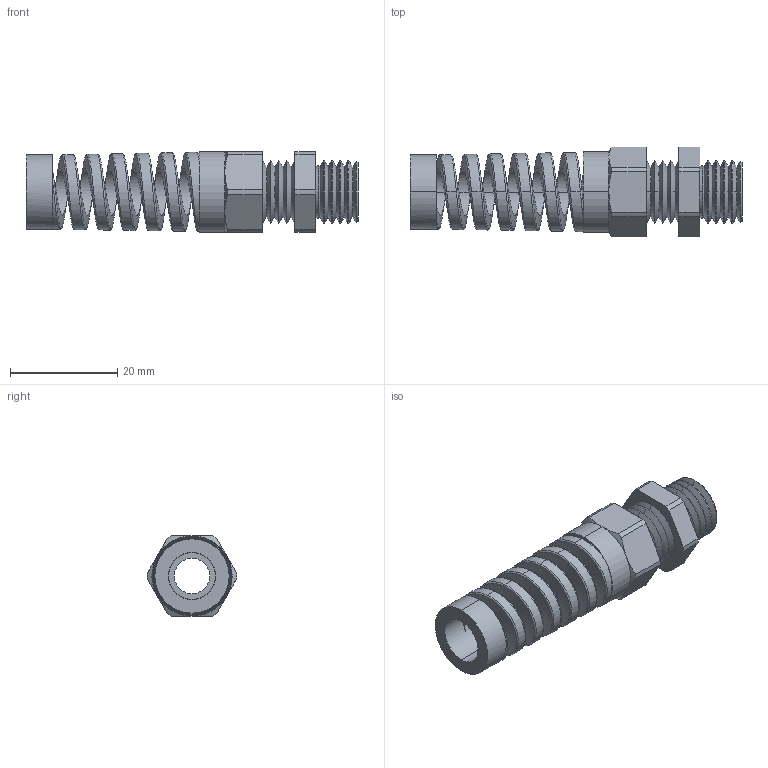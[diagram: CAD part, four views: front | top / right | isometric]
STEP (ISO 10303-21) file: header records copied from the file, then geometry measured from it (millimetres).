
FILE_DESCRIPTION (( 'STEP AP203' ), '1' );
FILE_NAME ('CF12MA-GY.STEP', '2008-06-14T17:20:22', ( 'BSI05' ), ( 'BAYSTATE' ), 'SwSTEP 2.0', 'SolidWorks 2007', '' );
FILE_SCHEMA (( 'CONFIG_CONTROL_DESIGN' ));
Length unit declared in the file: inch
Products named in the file (1): CF12MA-GY
Bounding box: 61.98 x 16.78 x 14.99 mm (x, y, z)
Volume: 4922.4 mm3; surface area: 5493.5 mm2
Topology: 1 solids, 1 shells, 131 faces, 315 edges, 189 vertices
Faces by surface type: cone 70, cylinder 34, plane 19, torus 4, bspline 4
Entity records: 9926 total; most frequent: CARTESIAN_POINT 6878, ORIENTED_EDGE 630, DIRECTION 611, EDGE_CURVE 315, AXIS2_PLACEMENT_3D 242, VERTEX_POINT 189, EDGE_LOOP 138, ADVANCED_FACE 131
